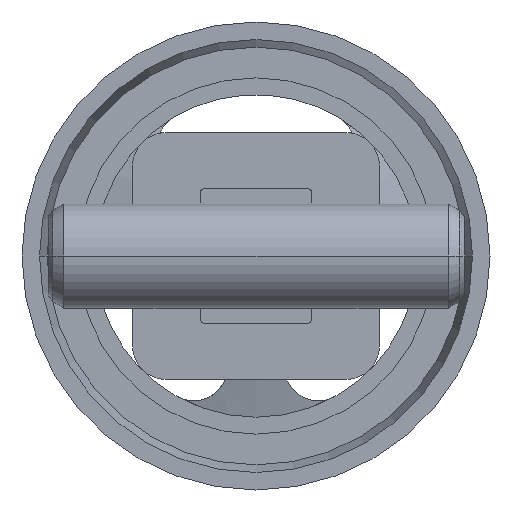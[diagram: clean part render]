
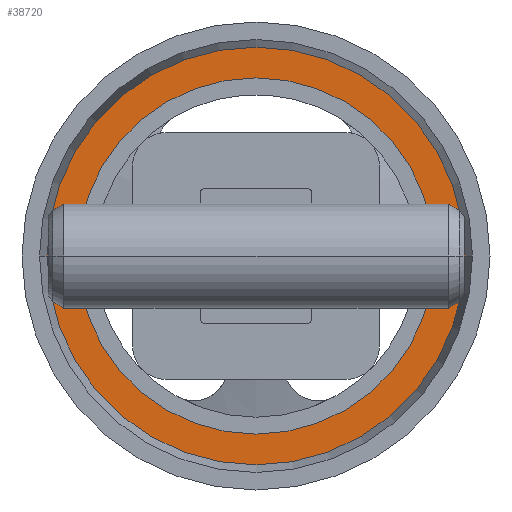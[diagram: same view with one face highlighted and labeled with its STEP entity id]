
A CAD part, front view. The second image highlights one B-rep face of the part: STEP entity #38720.
In plain terms, the highlighted planar face has unit normal (0, -1, 0).
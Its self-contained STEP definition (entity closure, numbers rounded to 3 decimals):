
#38170=CARTESIAN_POINT('',(-0.323,225.14,0.));
#38180=VERTEX_POINT('',#38170);
#38260=CARTESIAN_POINT('',(160.323,225.14,0.
));
#38270=VERTEX_POINT('',#38260);
#38300=CARTESIAN_POINT('',(80.,225.14,0.));
#38310=DIRECTION('',(0.,1.,0.));
#38320=DIRECTION('',(1.,0.,0.));
#38330=AXIS2_PLACEMENT_3D('',#38300,#38310,#38320);
#38340=CIRCLE('',#38330,80.323);
#38350=EDGE_CURVE('',#38180,#38270,#38340,.T.);
#38470=CARTESIAN_POINT('',(154.412,225.14,0.
));
#38480=DIRECTION('',(0.,-1.,0.));
#38490=DIRECTION('',(-1.,0.,0.));
#38500=AXIS2_PLACEMENT_3D('',#38470,#38480,#38490);
#38510=PLANE('',#38500);
#38520=EDGE_CURVE('',#38270,#38180,#38340,.T.);
#38530=ORIENTED_EDGE('',*,*,#38520,.F.);
#38540=ORIENTED_EDGE('',*,*,#38350,.F.);
#38550=EDGE_LOOP('',(#38540,#38530));
#38560=FACE_OUTER_BOUND('',#38550,.T.);
#38570=CARTESIAN_POINT('',(80.,225.14,0.));
#38580=DIRECTION('',(0.,1.,0.));
#38590=DIRECTION('',(1.,0.,0.));
#38600=AXIS2_PLACEMENT_3D('',#38570,#38580,#38590);
#38610=CIRCLE('',#38600,68.5);
#38620=CARTESIAN_POINT('',(148.5,225.14,0.));
#38630=VERTEX_POINT('',#38620);
#38640=CARTESIAN_POINT('',(11.5,225.14,0.));
#38650=VERTEX_POINT('',#38640);
#38660=EDGE_CURVE('',#38630,#38650,#38610,.T.);
#38670=ORIENTED_EDGE('',*,*,#38660,.T.);
#38680=EDGE_CURVE('',#38650,#38630,#38610,.T.);
#38690=ORIENTED_EDGE('',*,*,#38680,.T.);
#38700=EDGE_LOOP('',(#38690,#38670));
#38710=FACE_BOUND('',#38700,.T.);
#38720=ADVANCED_FACE('',(#38560,#38710),#38510,.T.);
